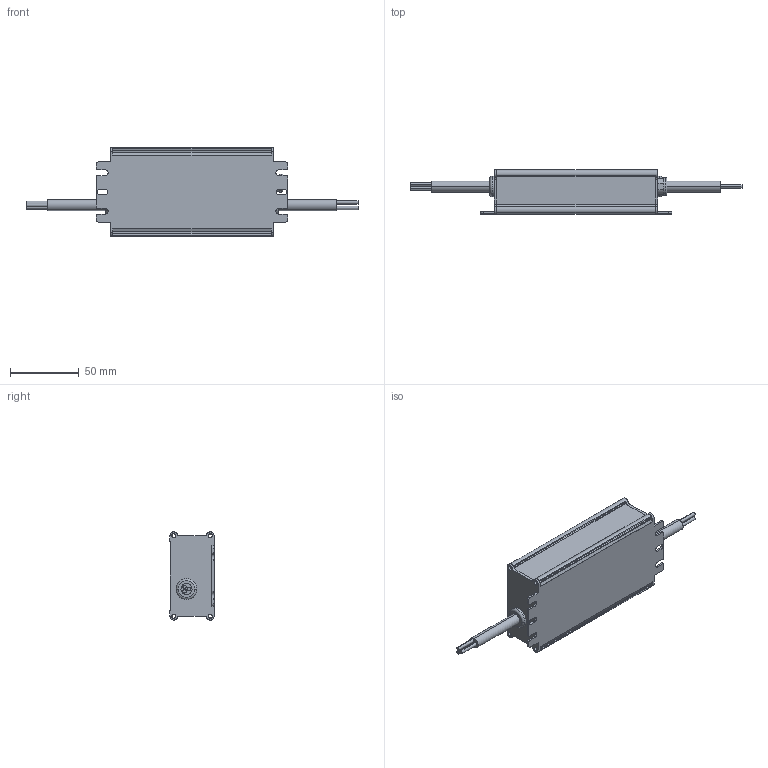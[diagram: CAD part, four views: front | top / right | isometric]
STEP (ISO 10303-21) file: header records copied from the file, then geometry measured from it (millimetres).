
FILE_DESCRIPTION(('Creo Elements/Direct Modeling STEP Export'),'2;1');
FILE_NAME('M95.stp','2021-07-22T 8:01:38',(''),(''),'PTC Creo Elements/Direct Modeling STEP processor for AP214 (Solid Model)','PTC Creo Elements/Direct Modeling 19.0E 27-Jun-2016 (C) Parametric Technology GmbH','');
FILE_SCHEMA(('AUTOMOTIVE_DESIGN { 1 0 10303 214 1 1 1 1 }'));
Length unit declared in the file: millimetre
Products named in the file (2): M95
Assembly tree (1 placements, depth 2):
  M95
    M95
Bounding box: 241.16 x 32.04 x 64.06 mm (x, y, z)
Surface area: 58983.3 mm2 (no closed solid volume)
Topology: 0 solids, 4 shells, 327 faces, 865 edges, 558 vertices
Faces by surface type: plane 175, cylinder 134, cone 10, torus 8
Entity records: 9680 total; most frequent: ORIENTED_EDGE 1732, CARTESIAN_POINT 1682, DIRECTION 1624, EDGE_CURVE 865, AXIS2_PLACEMENT_3D 574, VERTEX_POINT 558, VECTOR 476, LINE 476
